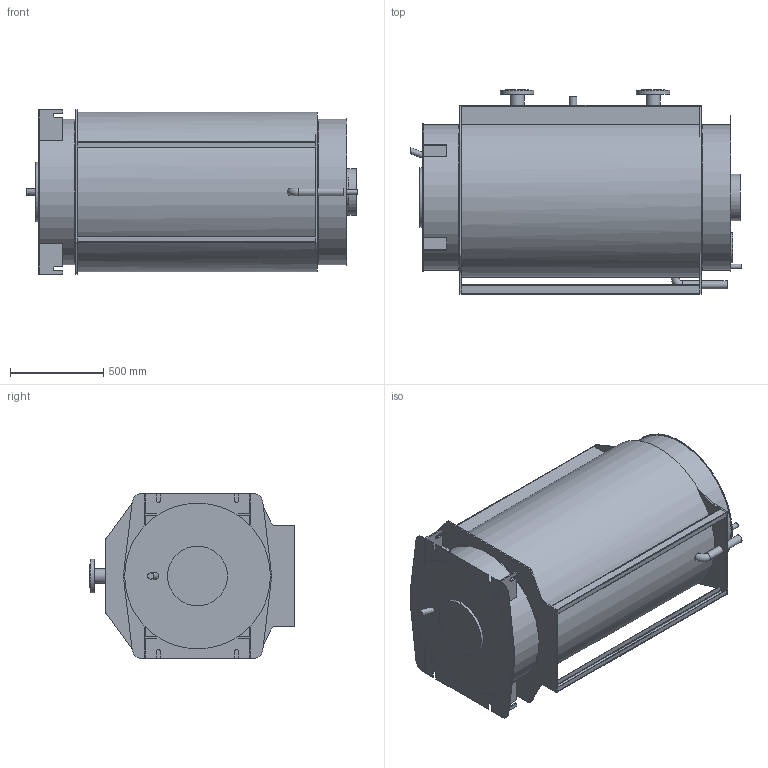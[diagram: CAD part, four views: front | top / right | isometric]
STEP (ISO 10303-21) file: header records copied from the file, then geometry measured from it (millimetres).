
FILE_DESCRIPTION(/* description */ (''),/* implementation_level */ '2;1');
FILE_NAME(/* name */ 'Сборка WL 250.stp',/* time_stamp */ '2022-04-18T16:05:55+07:00',/* author */ ('Urchenko'),/* organization */ (''),/* preprocessor_version */ 'ST-DEVELOPER v18',/* originating_system */ 'Autodesk Inventor 2020',/* authorisation */ '');
FILE_SCHEMA (('AUTOMOTIVE_DESIGN { 1 0 10303 214 3 1 1 }'));
Length unit declared in the file: millimetre
Products named in the file (5): Сборка; 250 Корпус (изм); Дверь задняя; Дверь фронтовая; Фланец 1-65-16 ГОСТ 
12820-80
Assembly tree (5 placements, depth 2):
  Сборка
    250 Корпус (изм)
    Дверь задняя
    Дверь фронтовая
    Фланец 1-65-16 ГОСТ 
12820-80  x2
Bounding box: 1776 x 1095 x 880 mm (x, y, z)
Volume: 924616059.8 mm3; surface area: 11303437.2 mm2
Topology: 6 solids, 8 shells, 273 faces, 861 edges, 588 vertices
Faces by surface type: plane 173, cylinder 96, cone 2, torus 1, bspline 1
Full cylindrical faces by diameter (mm): 18 x8, 25 x1, 26 x1, 34.5 x1, 38 x1, 42 x2, 50 x1, 76 x4, 78 x2, 160 x1, 180 x2, 244 x1, 250 x1, 320 x1, 774 x2, 780 x2, 855 x1
Entity records: 9886 total; most frequent: CARTESIAN_POINT 2125, ORIENTED_EDGE 1632, DIRECTION 1570, EDGE_CURVE 818, VERTEX_POINT 557, LINE 534, VECTOR 534, AXIS2_PLACEMENT_3D 518
